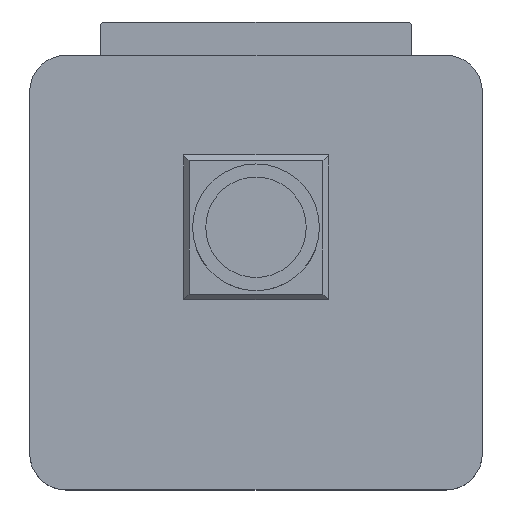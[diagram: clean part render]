
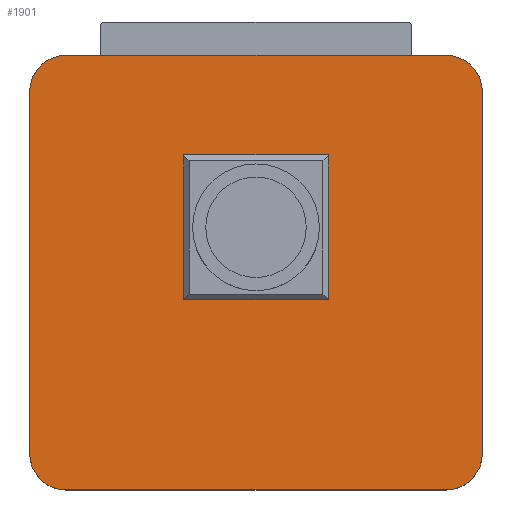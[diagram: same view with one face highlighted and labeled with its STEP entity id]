
A CAD part, top view. The second image highlights one B-rep face of the part: STEP entity #1901.
In plain terms, the highlighted planar face has unit normal (0, 0, 1).
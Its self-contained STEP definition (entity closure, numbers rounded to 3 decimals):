
#1715=CIRCLE('',#9372,2.);
#1717=CIRCLE('',#9376,2.);
#1719=CIRCLE('',#9380,2.);
#1721=CIRCLE('',#9384,2.);
#1901=ADVANCED_FACE('',(#2697),#2334,.F.);
#2334=PLANE('',#9386);
#2697=FACE_OUTER_BOUND('',#3150,.T.);
#3150=EDGE_LOOP('',(#3680,#3681,#3682,#3683,#3684,#3685,#3686,#3687));
#3680=ORIENTED_EDGE('',*,*,#6498,.F.);
#3681=ORIENTED_EDGE('',*,*,#6519,.F.);
#3682=ORIENTED_EDGE('',*,*,#6516,.F.);
#3683=ORIENTED_EDGE('',*,*,#6513,.F.);
#3684=ORIENTED_EDGE('',*,*,#6510,.F.);
#3685=ORIENTED_EDGE('',*,*,#6507,.F.);
#3686=ORIENTED_EDGE('',*,*,#6504,.F.);
#3687=ORIENTED_EDGE('',*,*,#6501,.F.);
#5762=VERTEX_POINT('',#12271);
#5763=VERTEX_POINT('',#12273);
#5765=VERTEX_POINT('',#12279);
#5767=VERTEX_POINT('',#12285);
#5769=VERTEX_POINT('',#12291);
#5771=VERTEX_POINT('',#12297);
#5773=VERTEX_POINT('',#12303);
#5775=VERTEX_POINT('',#12309);
#6498=EDGE_CURVE('',#5762,#5763,#7560,.T.);
#6501=EDGE_CURVE('',#5763,#5765,#1715,.T.);
#6504=EDGE_CURVE('',#5765,#5767,#7564,.T.);
#6507=EDGE_CURVE('',#5767,#5769,#1717,.T.);
#6510=EDGE_CURVE('',#5769,#5771,#7568,.T.);
#6513=EDGE_CURVE('',#5771,#5773,#1719,.T.);
#6516=EDGE_CURVE('',#5773,#5775,#7572,.T.);
#6519=EDGE_CURVE('',#5775,#5762,#1721,.T.);
#7560=LINE('',#12272,#8458);
#7564=LINE('',#12284,#8462);
#7568=LINE('',#12296,#8466);
#7572=LINE('',#12308,#8470);
#8458=VECTOR('',#10077,1.);
#8462=VECTOR('',#10089,1.);
#8466=VECTOR('',#10101,1.);
#8470=VECTOR('',#10113,1.);
#9372=AXIS2_PLACEMENT_3D('',#12278,#10083,#10084);
#9376=AXIS2_PLACEMENT_3D('',#12290,#10095,#10096);
#9380=AXIS2_PLACEMENT_3D('',#12302,#10107,#10108);
#9384=AXIS2_PLACEMENT_3D('',#12313,#10119,#10120);
#9386=AXIS2_PLACEMENT_3D('',#12315,#10123,#10124);
#10077=DIRECTION('',(-1.,0.,0.));
#10083=DIRECTION('',(0.,0.,-1.));
#10084=DIRECTION('',(1.,0.,0.));
#10089=DIRECTION('',(0.,1.,0.));
#10095=DIRECTION('',(0.,0.,-1.));
#10096=DIRECTION('',(1.,0.,0.));
#10101=DIRECTION('',(1.,0.,0.));
#10107=DIRECTION('',(0.,0.,-1.));
#10108=DIRECTION('',(1.,0.,0.));
#10113=DIRECTION('',(0.,-1.,0.));
#10119=DIRECTION('',(0.,0.,-1.));
#10120=DIRECTION('',(1.,0.,0.));
#10123=DIRECTION('',(0.,0.,-1.));
#10124=DIRECTION('',(-1.,0.,0.));
#12271=CARTESIAN_POINT('',(23.,0.,1.6));
#12272=CARTESIAN_POINT('',(23.,0.,1.6));
#12273=CARTESIAN_POINT('',(2.,0.,1.6));
#12278=CARTESIAN_POINT('',(2.,2.,1.6));
#12279=CARTESIAN_POINT('',(0.,2.,1.6));
#12284=CARTESIAN_POINT('',(0.,2.,1.6));
#12285=CARTESIAN_POINT('',(0.,22.,1.6));
#12290=CARTESIAN_POINT('',(2.,22.,1.6));
#12291=CARTESIAN_POINT('',(2.,24.,1.6));
#12296=CARTESIAN_POINT('',(2.,24.,1.6));
#12297=CARTESIAN_POINT('',(23.,24.,1.6));
#12302=CARTESIAN_POINT('',(23.,22.,1.6));
#12303=CARTESIAN_POINT('',(25.,22.,1.6));
#12308=CARTESIAN_POINT('',(25.,22.,1.6));
#12309=CARTESIAN_POINT('',(25.,2.,1.6));
#12313=CARTESIAN_POINT('',(23.,2.,1.6));
#12315=CARTESIAN_POINT('',(2.,2.,1.6));
